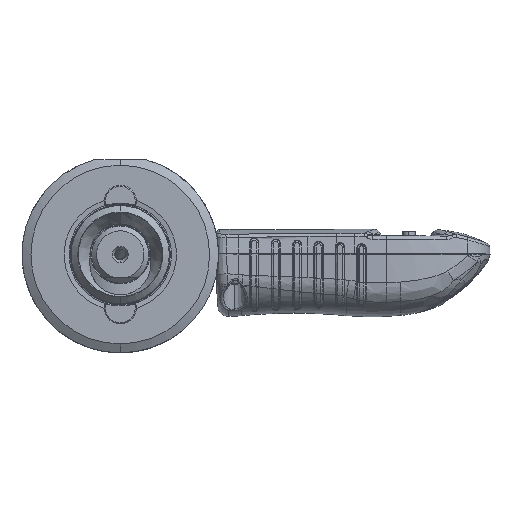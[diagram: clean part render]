
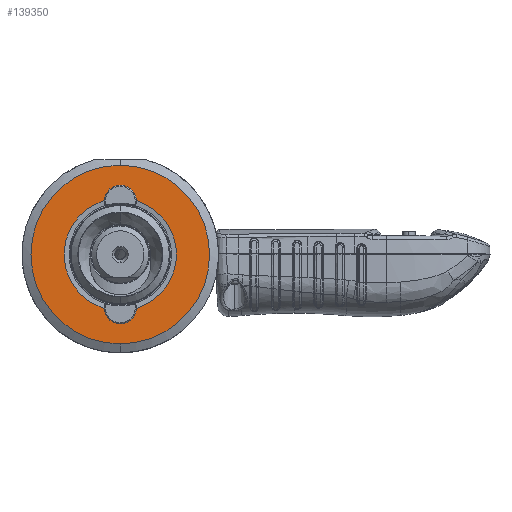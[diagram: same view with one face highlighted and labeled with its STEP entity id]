
A CAD part, left-side view. The second image highlights one B-rep face of the part: STEP entity #139350.
In plain terms, the highlighted planar face has unit normal (-1, 0, 0).
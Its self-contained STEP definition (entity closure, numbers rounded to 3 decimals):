
#766 = CARTESIAN_POINT ( 'NONE',  ( 0., -2.118, -15.572 ) ) ;
#1926 = PLANE ( 'NONE',  #90557 ) ;
#4850 = VERTEX_POINT ( 'NONE', #95924 ) ;
#5600 = CARTESIAN_POINT ( 'NONE',  ( 0., 0., 16.9 ) ) ;
#7552 = EDGE_LOOP ( 'NONE', ( #126841, #8234, #113472, #150280, #57600, #47471 ) ) ;
#8234 = ORIENTED_EDGE ( 'NONE', *, *, #52294, .F. ) ;
#10585 = DIRECTION ( 'NONE',  ( -1., 0., 0. ) ) ;
#11449 = EDGE_CURVE ( 'NONE', #21230, #152836, #133094, .T. ) ;
#11628 = DIRECTION ( 'NONE',  ( -1., 0., 0. ) ) ;
#17908 = DIRECTION ( 'NONE',  ( 0., 0., 1. ) ) ;
#17929 = DIRECTION ( 'NONE',  ( -1., 0., 0. ) ) ;
#21230 = VERTEX_POINT ( 'NONE', #135310 ) ;
#24822 = CIRCLE ( 'NONE', #90650, 25. ) ;
#26569 = DIRECTION ( 'NONE',  ( 1., 0., 0. ) ) ;
#43478 = VERTEX_POINT ( 'NONE', #106005 ) ;
#45411 = VERTEX_POINT ( 'NONE', #88683 ) ;
#46800 = CIRCLE ( 'NONE', #75792, 25. ) ;
#47471 = ORIENTED_EDGE ( 'NONE', *, *, #74515, .F. ) ;
#48297 = CIRCLE ( 'NONE', #148419, 15.715 ) ;
#50921 = CARTESIAN_POINT ( 'NONE',  ( 0., 0., -16.9 ) ) ;
#51384 = DIRECTION ( 'NONE',  ( -1., 0., 0. ) ) ;
#51776 = EDGE_CURVE ( 'NONE', #138456, #153057, #48297, .T. ) ;
#52124 = CARTESIAN_POINT ( 'NONE',  ( 0., 0., -16.9 ) ) ;
#52294 = EDGE_CURVE ( 'NONE', #43478, #21230, #139966, .T. ) ;
#52556 = AXIS2_PLACEMENT_3D ( 'NONE', #55736, #141243, #68031 ) ;
#53878 = CIRCLE ( 'NONE', #127792, 2.5 ) ;
#55736 = CARTESIAN_POINT ( 'NONE',  ( 0., 0., 0. ) ) ;
#57600 = ORIENTED_EDGE ( 'NONE', *, *, #77266, .F. ) ;
#63160 = DIRECTION ( 'NONE',  ( 0., 0., 1. ) ) ;
#64408 = DIRECTION ( 'NONE',  ( 0., 0., 1. ) ) ;
#68031 = DIRECTION ( 'NONE',  ( 0., 0., 1. ) ) ;
#74515 = EDGE_CURVE ( 'NONE', #152836, #45411, #53878, .T. ) ;
#75792 = AXIS2_PLACEMENT_3D ( 'NONE', #84973, #11628, #97220 ) ;
#75797 = CARTESIAN_POINT ( 'NONE',  ( 0., 0., -15.715 ) ) ;
#77266 = EDGE_CURVE ( 'NONE', #45411, #138456, #122380, .T. ) ;
#83932 = CARTESIAN_POINT ( 'NONE',  ( 0., 0., 16.9 ) ) ;
#84973 = CARTESIAN_POINT ( 'NONE',  ( 0., 0., 0. ) ) ;
#88096 = DIRECTION ( 'NONE',  ( 0., 0., -1. ) ) ;
#88683 = CARTESIAN_POINT ( 'NONE',  ( 0., 0., -19.4 ) ) ;
#90557 = AXIS2_PLACEMENT_3D ( 'NONE', #75797, #26569, #88096 ) ;
#90650 = AXIS2_PLACEMENT_3D ( 'NONE', #91249, #17929, #103475 ) ;
#91229 = DIRECTION ( 'NONE',  ( -1., 0., 0. ) ) ;
#91249 = CARTESIAN_POINT ( 'NONE',  ( 0., 0., 0. ) ) ;
#93064 = EDGE_LOOP ( 'NONE', ( #131392, #153263 ) ) ;
#95924 = CARTESIAN_POINT ( 'NONE',  ( 0., 0., -25. ) ) ;
#96180 = DIRECTION ( 'NONE',  ( 0., 0., 1. ) ) ;
#97220 = DIRECTION ( 'NONE',  ( 0., 0., 1. ) ) ;
#98704 = FACE_OUTER_BOUND ( 'NONE', #93064, .T. ) ;
#101336 = AXIS2_PLACEMENT_3D ( 'NONE', #5600, #91229, #17908 ) ;
#102514 = AXIS2_PLACEMENT_3D ( 'NONE', #52124, #137630, #64408 ) ;
#103415 = EDGE_CURVE ( 'NONE', #4850, #107486, #24822, .T. ) ;
#103475 = DIRECTION ( 'NONE',  ( 0., 0., 1. ) ) ;
#106005 = CARTESIAN_POINT ( 'NONE',  ( 0., 0., 19.4 ) ) ;
#106032 = EDGE_CURVE ( 'NONE', #153057, #43478, #154738, .T. ) ;
#107486 = VERTEX_POINT ( 'NONE', #147901 ) ;
#112337 = AXIS2_PLACEMENT_3D ( 'NONE', #83932, #10585, #96180 ) ;
#113472 = ORIENTED_EDGE ( 'NONE', *, *, #106032, .F. ) ;
#115209 = CARTESIAN_POINT ( 'NONE',  ( 0., 2.118, -15.572 ) ) ;
#122380 = CIRCLE ( 'NONE', #102514, 2.5 ) ;
#124516 = CARTESIAN_POINT ( 'NONE',  ( 0., 0., 0. ) ) ;
#126841 = ORIENTED_EDGE ( 'NONE', *, *, #11449, .F. ) ;
#127792 = AXIS2_PLACEMENT_3D ( 'NONE', #50921, #136406, #63160 ) ;
#131242 = FACE_BOUND ( 'NONE', #7552, .T. ) ;
#131392 = ORIENTED_EDGE ( 'NONE', *, *, #103415, .T. ) ;
#133094 = CIRCLE ( 'NONE', #52556, 15.715 ) ;
#135310 = CARTESIAN_POINT ( 'NONE',  ( 0., 2.118, 15.572 ) ) ;
#135548 = EDGE_CURVE ( 'NONE', #107486, #4850, #46800, .T. ) ;
#136406 = DIRECTION ( 'NONE',  ( -1., 0., 0. ) ) ;
#136886 = DIRECTION ( 'NONE',  ( 0., 0., 1. ) ) ;
#137630 = DIRECTION ( 'NONE',  ( -1., 0., 0. ) ) ;
#138456 = VERTEX_POINT ( 'NONE', #766 ) ;
#139350 = ADVANCED_FACE ( 'NONE', ( #98704, #131242 ), #1926, .F. ) ;
#139966 = CIRCLE ( 'NONE', #101336, 2.5 ) ;
#141243 = DIRECTION ( 'NONE',  ( -1., 0., 0. ) ) ;
#146700 = CARTESIAN_POINT ( 'NONE',  ( 0., -2.118, 15.572 ) ) ;
#147901 = CARTESIAN_POINT ( 'NONE',  ( 0., 0., 25. ) ) ;
#148419 = AXIS2_PLACEMENT_3D ( 'NONE', #124516, #51384, #136886 ) ;
#150280 = ORIENTED_EDGE ( 'NONE', *, *, #51776, .F. ) ;
#152836 = VERTEX_POINT ( 'NONE', #115209 ) ;
#153057 = VERTEX_POINT ( 'NONE', #146700 ) ;
#153263 = ORIENTED_EDGE ( 'NONE', *, *, #135548, .T. ) ;
#154738 = CIRCLE ( 'NONE', #112337, 2.5 ) ;
